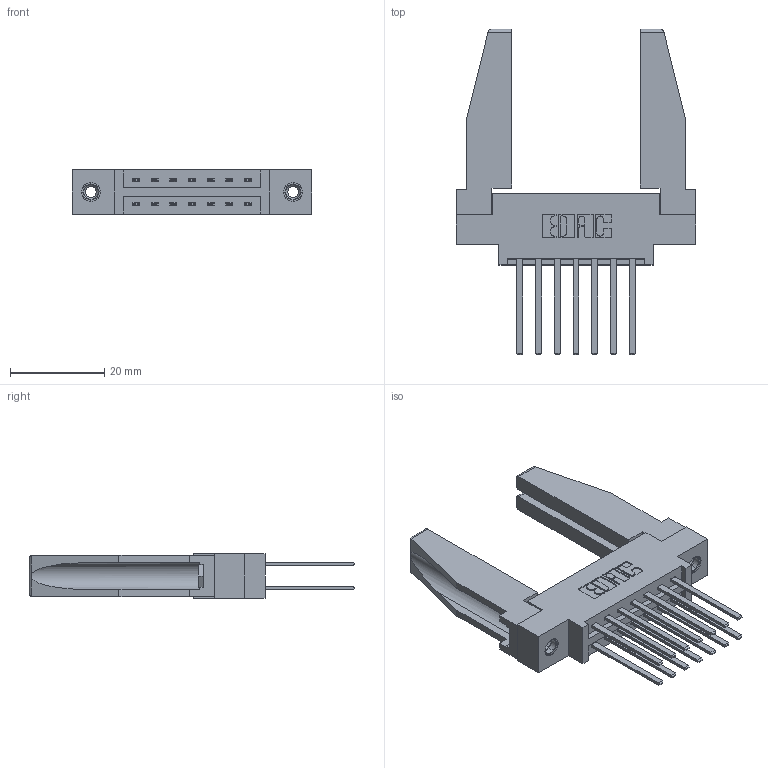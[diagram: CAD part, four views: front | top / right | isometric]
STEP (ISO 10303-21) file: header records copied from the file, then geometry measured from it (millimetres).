
FILE_DESCRIPTION (( 'STEP AP203' ), '1' );
FILE_NAME ('387-014-544-878.STEP', '2019-10-15T21:45:52', ( '' ), ( '' ), 'SwSTEP 2.0', 'SolidWorks 2016', '' );
FILE_SCHEMA (( 'CONFIG_CONTROL_DESIGN' ));
Length unit declared in the file: inch
Products named in the file (5): 345-292-001_345-293-144; 387-014-544-878; 307-220-078; 337 Part_0.170 Offset - 0.156 Dia-TI; 345-250-001_345-250-001-102
Assembly tree (19 placements, depth 2):
  387-014-544-878
    337 Part_0.170 Offset - 0.156 Dia-TI
    345-292-001_345-293-144  x14
    345-250-001_345-250-001-102  x2
    307-220-078  x2
Bounding box: 50.75 x 69.09 x 9.4 mm (x, y, z)
Volume: 8954.5 mm3; surface area: 9848.1 mm2
Topology: 19 solids, 19 shells, 920 faces, 2655 edges, 1742 vertices
Faces by surface type: plane 634, cylinder 270, cone 12, torus 4
Entity records: 12342 total; most frequent: CARTESIAN_POINT 2108, ORIENTED_EDGE 2000, DIRECTION 1860, EDGE_CURVE 1000, LINE 838, VECTOR 838, VERTEX_POINT 660, AXIS2_PLACEMENT_3D 511
